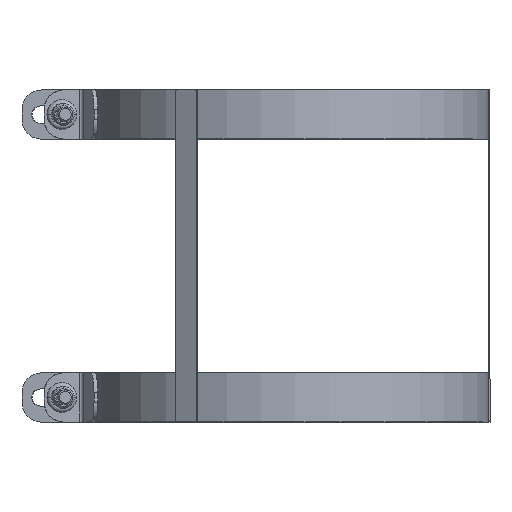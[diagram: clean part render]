
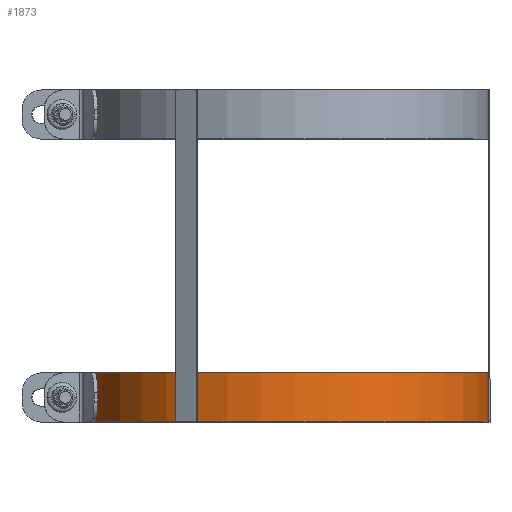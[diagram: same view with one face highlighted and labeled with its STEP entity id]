
A CAD part, top view. The second image highlights one B-rep face of the part: STEP entity #1873.
In plain terms, the highlighted cylindrical face has radius 81.8 mm (diameter 163.6 mm), a partial arc.
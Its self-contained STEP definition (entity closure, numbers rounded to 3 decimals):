
#130=CYLINDRICAL_SURFACE('',#2075,81.8);
#179=FACE_OUTER_BOUND('',#299,.T.);
#299=EDGE_LOOP('',(#1263,#1264,#1265,#1266));
#432=LINE('',#2971,#576);
#435=LINE('',#2980,#579);
#576=VECTOR('',#2329,10.);
#579=VECTOR('',#2340,10.);
#717=CIRCLE('',#2068,81.8);
#719=CIRCLE('',#2072,81.8);
#827=VERTEX_POINT('',#2961);
#828=VERTEX_POINT('',#2963);
#830=VERTEX_POINT('',#2969);
#832=VERTEX_POINT('',#2975);
#986=EDGE_CURVE('',#827,#828,#717,.T.);
#990=EDGE_CURVE('',#830,#827,#432,.T.);
#993=EDGE_CURVE('',#830,#832,#719,.T.);
#995=EDGE_CURVE('',#832,#828,#435,.T.);
#1263=ORIENTED_EDGE('',*,*,#995,.T.);
#1264=ORIENTED_EDGE('',*,*,#986,.F.);
#1265=ORIENTED_EDGE('',*,*,#990,.F.);
#1266=ORIENTED_EDGE('',*,*,#993,.T.);
#1873=ADVANCED_FACE('',(#179),#130,.T.);
#2068=AXIS2_PLACEMENT_3D('',#2964,#2322,#2323);
#2072=AXIS2_PLACEMENT_3D('',#2977,#2335,#2336);
#2075=AXIS2_PLACEMENT_3D('',#2982,#2343,#2344);
#2322=DIRECTION('center_axis',(0.,1.,0.));
#2323=DIRECTION('ref_axis',(-0.997,0.,0.074));
#2329=DIRECTION('',(0.,1.,0.));
#2335=DIRECTION('center_axis',(0.,1.,0.));
#2336=DIRECTION('ref_axis',(-0.997,0.,0.074));
#2340=DIRECTION('',(0.,1.,0.));
#2343=DIRECTION('center_axis',(0.,1.,0.));
#2344=DIRECTION('ref_axis',(-0.997,0.,0.074));
#2961=CARTESIAN_POINT('',(-81.575,10.,6.059));
#2963=CARTESIAN_POINT('',(-81.575,10.,-6.059));
#2964=CARTESIAN_POINT('Origin',(0.,10.,0.));
#2969=CARTESIAN_POINT('',(-81.575,-10.,6.059));
#2971=CARTESIAN_POINT('',(-81.575,-10.,6.059));
#2975=CARTESIAN_POINT('',(-81.575,-10.,-6.059));
#2977=CARTESIAN_POINT('Origin',(0.,-10.,0.));
#2980=CARTESIAN_POINT('',(-81.575,-10.,-6.059));
#2982=CARTESIAN_POINT('Origin',(0.,0.,0.));
